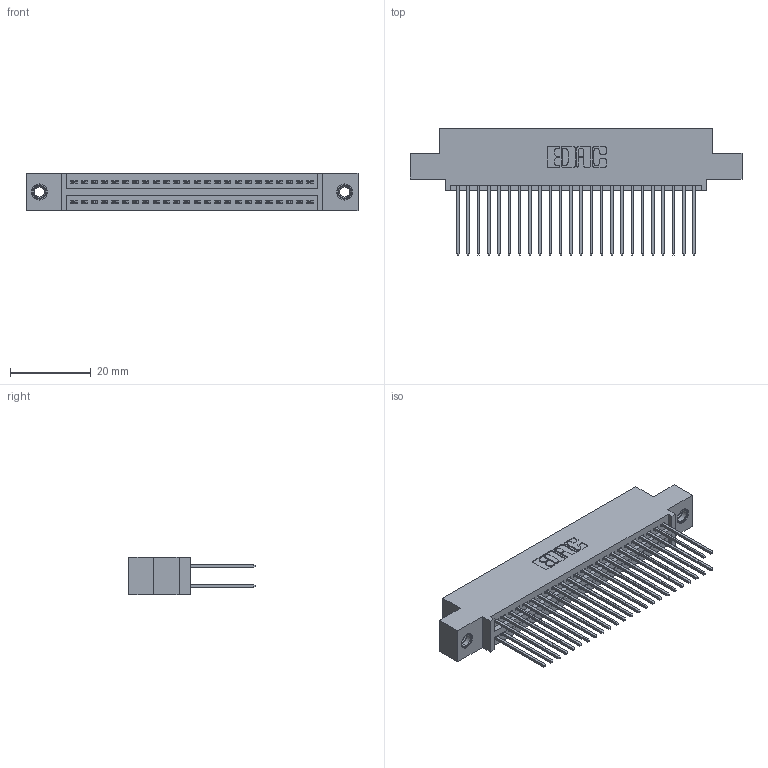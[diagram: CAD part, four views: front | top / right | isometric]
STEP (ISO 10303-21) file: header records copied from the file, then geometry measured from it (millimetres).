
FILE_DESCRIPTION (( 'STEP AP203' ), '1' );
FILE_NAME ('395-048-542-507.STEP', '2019-10-19T05:51:12', ( '' ), ( '' ), 'SwSTEP 2.0', 'SolidWorks 2016', '' );
FILE_SCHEMA (( 'CONFIG_CONTROL_DESIGN' ));
Length unit declared in the file: inch
Products named in the file (4): 345 Part_0.110 Offset - 0.156 Dia-TI; 345-292-001_345-293-142; 345-250-001_345-250-005-103; 395-048-542-507
Assembly tree (51 placements, depth 2):
  395-048-542-507
    345 Part_0.110 Offset - 0.156 Dia-TI
    345-292-001_345-293-142  x48
    345-250-001_345-250-005-103  x2
Bounding box: 82.17 x 31.29 x 9.4 mm (x, y, z)
Volume: 7951.8 mm3; surface area: 12571.8 mm2
Topology: 51 solids, 51 shells, 2590 faces, 7641 edges, 5022 vertices
Faces by surface type: plane 1700, cylinder 874, cone 12, torus 4
Entity records: 22590 total; most frequent: CARTESIAN_POINT 3787, ORIENTED_EDGE 3714, DIRECTION 3387, EDGE_CURVE 1857, LINE 1609, VECTOR 1609, VERTEX_POINT 1232, AXIS2_PLACEMENT_3D 889
